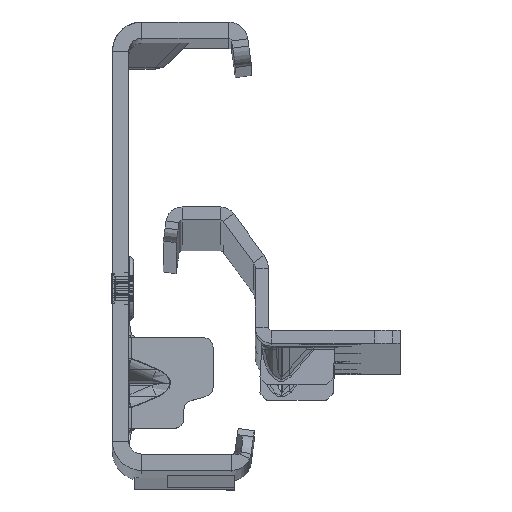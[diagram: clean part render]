
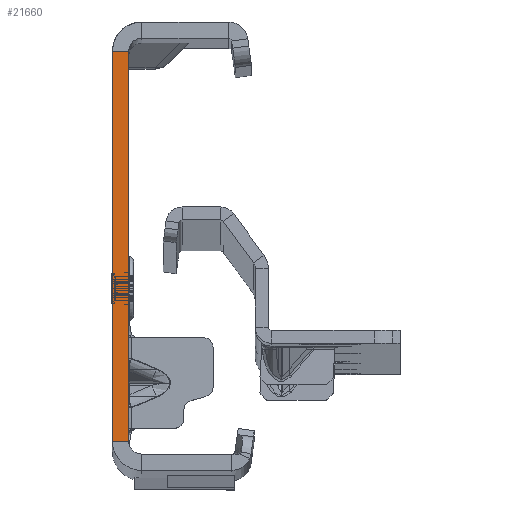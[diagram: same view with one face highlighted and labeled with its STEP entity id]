
A CAD part, top view. The second image highlights one B-rep face of the part: STEP entity #21660.
In plain terms, the highlighted planar face has unit normal (0, 0, 1).
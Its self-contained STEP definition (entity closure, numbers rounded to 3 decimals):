
#568 = ORIENTED_EDGE ( 'NONE', *, *, #9725, .T. ) ;
#3499 = CARTESIAN_POINT ( 'NONE',  ( 0., -32., 0. ) ) ;
#4219 = DIRECTION ( 'NONE',  ( 0., 0., 1. ) ) ;
#4751 = ORIENTED_EDGE ( 'NONE', *, *, #9928, .T. ) ;
#5673 = CARTESIAN_POINT ( 'NONE',  ( -2.5, -32., 0. ) ) ;
#6558 = VERTEX_POINT ( 'NONE', #12697 ) ;
#7471 = DIRECTION ( 'NONE',  ( 1., 0., 0. ) ) ;
#7482 = LINE ( 'NONE', #18549, #19794 ) ;
#8990 = CARTESIAN_POINT ( 'NONE',  ( 0., 30., 0. ) ) ;
#9026 = ORIENTED_EDGE ( 'NONE', *, *, #11972, .F. ) ;
#9725 = EDGE_CURVE ( 'NONE', #19842, #6558, #11067, .T. ) ;
#9928 = EDGE_CURVE ( 'NONE', #10477, #19842, #16189, .T. ) ;
#9942 = DIRECTION ( 'NONE',  ( 0., -1., 0. ) ) ;
#10477 = VERTEX_POINT ( 'NONE', #12860 ) ;
#10672 = VECTOR ( 'NONE', #18072, 1000. ) ;
#11067 = LINE ( 'NONE', #5673, #21419 ) ;
#11151 = CARTESIAN_POINT ( 'NONE',  ( -2.5, 30., 0. ) ) ;
#11972 = EDGE_CURVE ( 'NONE', #10477, #23556, #22680, .T. ) ;
#12697 = CARTESIAN_POINT ( 'NONE',  ( -2.5, -30., 0. ) ) ;
#12860 = CARTESIAN_POINT ( 'NONE',  ( 0., 30., 0. ) ) ;
#13164 = VECTOR ( 'NONE', #13511, 1000. ) ;
#13179 = CARTESIAN_POINT ( 'NONE',  ( 0., -30., 0. ) ) ;
#13492 = FACE_OUTER_BOUND ( 'NONE', #23808, .T. ) ;
#13511 = DIRECTION ( 'NONE',  ( 0., -1., 0. ) ) ;
#13756 = PLANE ( 'NONE',  #23479 ) ;
#16189 = LINE ( 'NONE', #8990, #10672 ) ;
#18072 = DIRECTION ( 'NONE',  ( -1., 0., 0. ) ) ;
#18549 = CARTESIAN_POINT ( 'NONE',  ( 0., -30., 0. ) ) ;
#19787 = EDGE_CURVE ( 'NONE', #23556, #6558, #7482, .T. ) ;
#19794 = VECTOR ( 'NONE', #20415, 1000. ) ;
#19842 = VERTEX_POINT ( 'NONE', #11151 ) ;
#20415 = DIRECTION ( 'NONE',  ( -1., 0., 0. ) ) ;
#21319 = ORIENTED_EDGE ( 'NONE', *, *, #19787, .F. ) ;
#21391 = CARTESIAN_POINT ( 'NONE',  ( -2.5, -32., 0. ) ) ;
#21419 = VECTOR ( 'NONE', #9942, 1000. ) ;
#21660 = ADVANCED_FACE ( 'NONE', ( #13492 ), #13756, .T. ) ;
#22680 = LINE ( 'NONE', #3499, #13164 ) ;
#23479 = AXIS2_PLACEMENT_3D ( 'NONE', #21391, #4219, #7471 ) ;
#23556 = VERTEX_POINT ( 'NONE', #13179 ) ;
#23808 = EDGE_LOOP ( 'NONE', ( #9026, #4751, #568, #21319 ) ) ;
